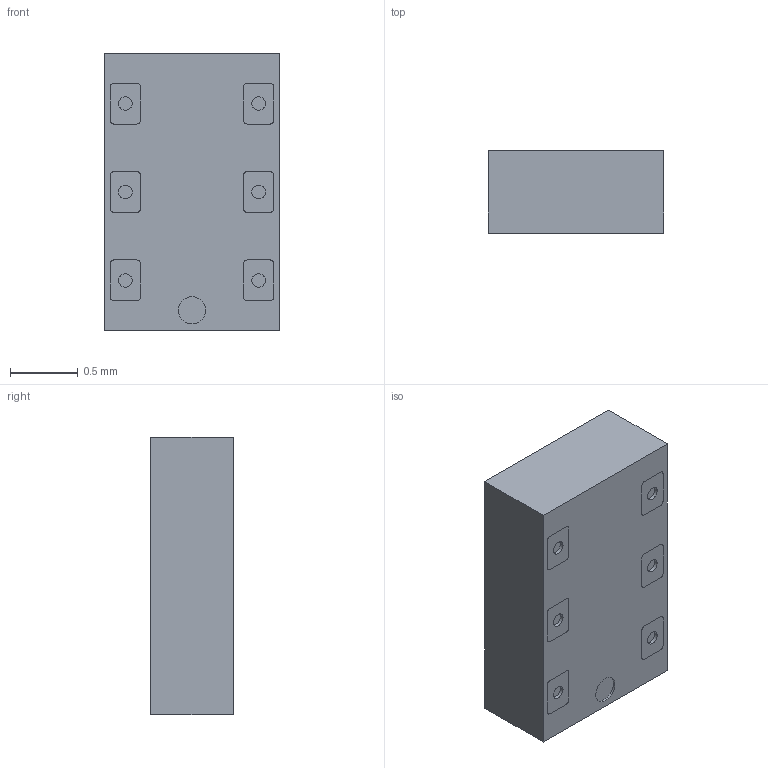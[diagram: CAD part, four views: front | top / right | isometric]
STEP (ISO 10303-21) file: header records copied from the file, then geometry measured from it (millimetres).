
FILE_DESCRIPTION (( 'STEP AP214' ), '1' );
FILE_NAME ('DC1722J5020AHF.STEP', '2020-08-28T08:53:03', ( '' ), ( '' ), 'SwSTEP 2.0', 'SolidWorks 2017', '' );
FILE_SCHEMA (( 'AUTOMOTIVE_DESIGN' ));
Length unit declared in the file: millimetre
Products named in the file (1): DC1722J5020AHF
Bounding box: 1.29 x 0.61 x 2.04 mm (x, y, z)
Volume: 1.6 mm3; surface area: 11.5 mm2
Topology: 8 solids, 8 shells, 144 faces, 348 edges, 232 vertices
Faces by surface type: plane 80, cylinder 64
Entity records: 5023 total; most frequent: DIRECTION 766, CARTESIAN_POINT 725, ORIENTED_EDGE 696, EDGE_CURVE 348, AXIS2_PLACEMENT_3D 273, VERTEX_POINT 232, VECTOR 220, LINE 220
